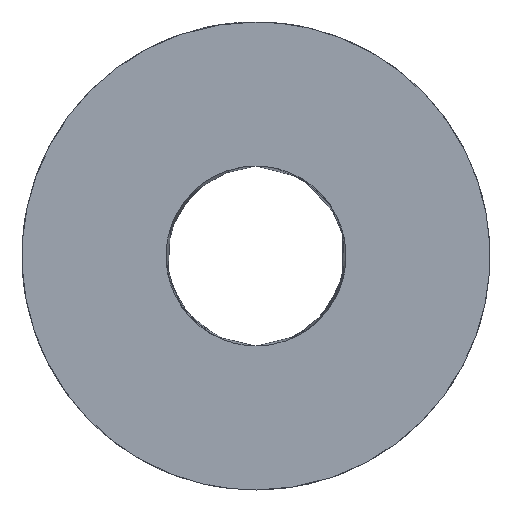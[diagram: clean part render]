
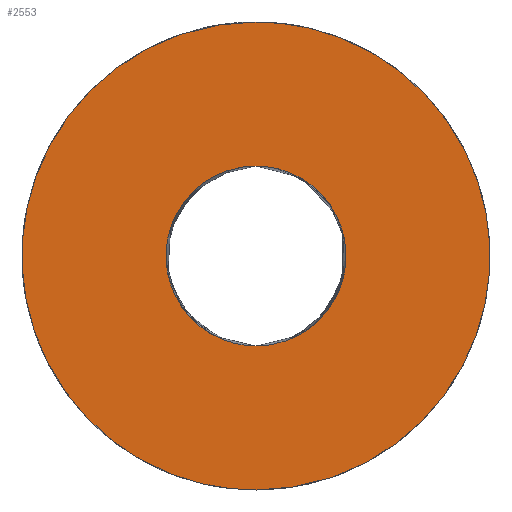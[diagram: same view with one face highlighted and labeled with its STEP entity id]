
A CAD part, left-side view. The second image highlights one B-rep face of the part: STEP entity #2553.
In plain terms, the highlighted free-form (B-spline) face has degree [1, 1] with [2, 2] control points.
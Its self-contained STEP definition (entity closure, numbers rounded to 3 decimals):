
#316 = VERTEX_POINT('',#317);
#317 = CARTESIAN_POINT('',(0.,0.,2.784));
#322 = EDGE_CURVE('',#323,#316,#325,.T.);
#323 = VERTEX_POINT('',#324);
#324 = CARTESIAN_POINT('',(0.,0.,-2.784));
#325 = ( BOUNDED_CURVE() B_SPLINE_CURVE(2,(#326,#327,#328,#329,#330),
.UNSPECIFIED.,.F.,.F.) B_SPLINE_CURVE_WITH_KNOTS((3,2,3),(3.142,
4.712,6.283),.PIECEWISE_BEZIER_KNOTS.) CURVE() 
GEOMETRIC_REPRESENTATION_ITEM() RATIONAL_B_SPLINE_CURVE((1.,
0.707,1.,0.707,1.)) REPRESENTATION_ITEM('') );
#326 = CARTESIAN_POINT('',(0.,0.,-2.784));
#327 = CARTESIAN_POINT('',(0.,-2.784,-2.784));
#328 = CARTESIAN_POINT('',(0.,-2.784,0.));
#329 = CARTESIAN_POINT('',(0.,-2.784,2.784));
#330 = CARTESIAN_POINT('',(0.,0.,2.784));
#528 = VERTEX_POINT('',#529);
#529 = CARTESIAN_POINT('',(0.,0.,-7.237));
#534 = EDGE_CURVE('',#535,#528,#537,.T.);
#535 = VERTEX_POINT('',#536);
#536 = CARTESIAN_POINT('',(0.,0.,7.237));
#537 = ( BOUNDED_CURVE() B_SPLINE_CURVE(2,(#538,#539,#540,#541,#542),
.UNSPECIFIED.,.F.,.F.) B_SPLINE_CURVE_WITH_KNOTS((3,2,3),(0.,
1.571,3.142),.PIECEWISE_BEZIER_KNOTS.) CURVE() 
GEOMETRIC_REPRESENTATION_ITEM() RATIONAL_B_SPLINE_CURVE((1.,
0.707,1.,0.707,1.)) REPRESENTATION_ITEM('') );
#538 = CARTESIAN_POINT('',(0.,0.,7.237));
#539 = CARTESIAN_POINT('',(0.,7.237,7.237));
#540 = CARTESIAN_POINT('',(0.,7.237,0.));
#541 = CARTESIAN_POINT('',(0.,7.237,-7.237));
#542 = CARTESIAN_POINT('',(0.,0.,-7.237));
#2553 = ADVANCED_FACE('',(#2554,#2565),#2576,.F.);
#2554 = FACE_BOUND('',#2555,.T.);
#2555 = EDGE_LOOP('',(#2556,#2564));
#2556 = ORIENTED_EDGE('',*,*,#2557,.F.);
#2557 = EDGE_CURVE('',#316,#323,#2558,.T.);
#2558 = ( BOUNDED_CURVE() B_SPLINE_CURVE(2,(#2559,#2560,#2561,#2562,
#2563),.UNSPECIFIED.,.F.,.F.) B_SPLINE_CURVE_WITH_KNOTS((3,2,3),(0.,
1.571,3.142),.PIECEWISE_BEZIER_KNOTS.) CURVE() 
GEOMETRIC_REPRESENTATION_ITEM() RATIONAL_B_SPLINE_CURVE((1.,
0.707,1.,0.707,1.)) REPRESENTATION_ITEM('') );
#2559 = CARTESIAN_POINT('',(0.,0.,2.784));
#2560 = CARTESIAN_POINT('',(0.,2.784,2.784));
#2561 = CARTESIAN_POINT('',(0.,2.784,0.));
#2562 = CARTESIAN_POINT('',(0.,2.784,-2.784));
#2563 = CARTESIAN_POINT('',(0.,0.,-2.784));
#2564 = ORIENTED_EDGE('',*,*,#322,.F.);
#2565 = FACE_BOUND('',#2566,.T.);
#2566 = EDGE_LOOP('',(#2567,#2568));
#2567 = ORIENTED_EDGE('',*,*,#534,.T.);
#2568 = ORIENTED_EDGE('',*,*,#2569,.T.);
#2569 = EDGE_CURVE('',#528,#535,#2570,.T.);
#2570 = ( BOUNDED_CURVE() B_SPLINE_CURVE(2,(#2571,#2572,#2573,#2574,
#2575),.UNSPECIFIED.,.F.,.F.) B_SPLINE_CURVE_WITH_KNOTS((3,2,3),(
    3.142,4.712,6.283),
.PIECEWISE_BEZIER_KNOTS.) CURVE() GEOMETRIC_REPRESENTATION_ITEM() 
RATIONAL_B_SPLINE_CURVE((1.,0.707,1.,0.707,1.)) 
REPRESENTATION_ITEM('') );
#2571 = CARTESIAN_POINT('',(0.,0.,-7.237));
#2572 = CARTESIAN_POINT('',(0.,-7.237,-7.237));
#2573 = CARTESIAN_POINT('',(0.,-7.237,0.));
#2574 = CARTESIAN_POINT('',(0.,-7.237,7.237));
#2575 = CARTESIAN_POINT('',(0.,0.,7.237));
#2576 = B_SPLINE_SURFACE_WITH_KNOTS('',1,1,(
    (#2577,#2578)
    ,(#2579,#2580
    )),.UNSPECIFIED.,.F.,.F.,.F.,(2,2),(2,2),(-6.5,6.5),(-9.,4.),
  .PIECEWISE_BEZIER_KNOTS.);
#2577 = CARTESIAN_POINT('',(0.,-7.237,7.237));
#2578 = CARTESIAN_POINT('',(0.,7.237,7.237));
#2579 = CARTESIAN_POINT('',(0.,-7.237,-7.237));
#2580 = CARTESIAN_POINT('',(0.,7.237,-7.237));
